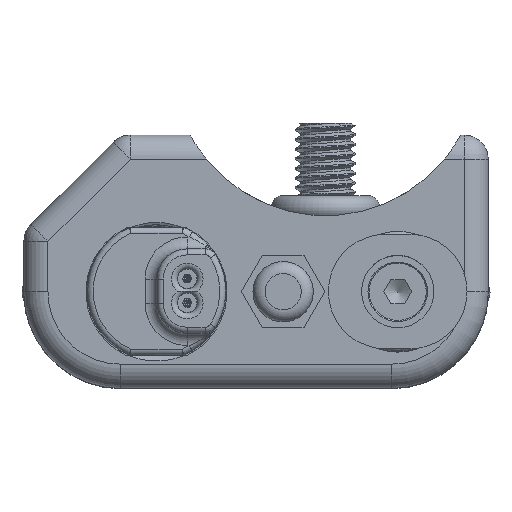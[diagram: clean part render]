
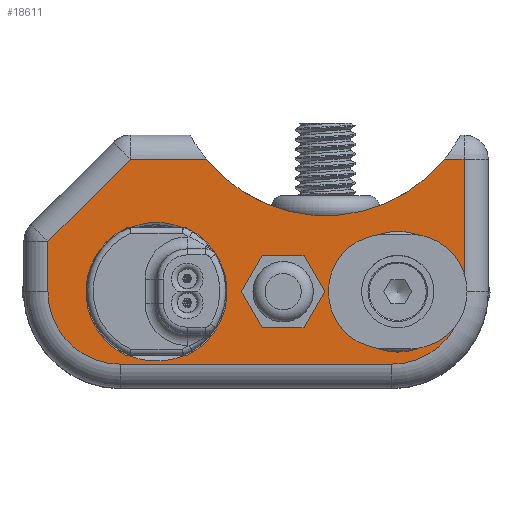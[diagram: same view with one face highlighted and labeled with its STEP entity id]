
A CAD part, top view. The second image highlights one B-rep face of the part: STEP entity #18611.
In plain terms, the highlighted planar face has unit normal (0, 0, 1).
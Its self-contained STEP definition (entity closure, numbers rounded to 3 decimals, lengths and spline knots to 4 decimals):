
#459=PLANE('',#19782);
#797=FACE_BOUND('',#2100,.T.);
#798=FACE_BOUND('',#2101,.T.);
#799=FACE_BOUND('',#2102,.T.);
#1010=FACE_OUTER_BOUND('',#2099,.T.);
#2099=EDGE_LOOP('',(#11834,#11835,#11836,#11837,#11838,#11839,#11840,#11841,
#11842));
#2100=EDGE_LOOP('',(#11843,#11844,#11845,#11846,#11847,#11848));
#2101=EDGE_LOOP('',(#11849));
#2102=EDGE_LOOP('',(#11850,#11851,#11852,#11853,#11854,#11855,#11856,#11857));
#3220=CIRCLE('',#19726,0.2362);
#3223=CIRCLE('',#19731,0.2362);
#3241=CIRCLE('',#19761,0.2264);
#3243=CIRCLE('',#19763,0.2264);
#3246=CIRCLE('',#19773,0.5);
#3250=CIRCLE('',#19783,0.1909);
#3251=CIRCLE('',#19784,0.2303);
#3252=CIRCLE('',#19785,0.2303);
#4597=LINE('',#31388,#5817);
#4612=LINE('',#31465,#5832);
#4615=LINE('',#31482,#5835);
#4617=LINE('',#31494,#5837);
#4618=LINE('',#31502,#5838);
#4619=LINE('',#31508,#5839);
#4635=LINE('',#32590,#5855);
#4636=LINE('',#32592,#5856);
#4637=LINE('',#32594,#5857);
#4638=LINE('',#32596,#5858);
#4639=LINE('',#32598,#5859);
#4640=LINE('',#32599,#5860);
#4641=LINE('',#32603,#5861);
#4642=LINE('',#32606,#5862);
#4643=LINE('',#32608,#5863);
#4644=LINE('',#32611,#5864);
#5817=VECTOR('',#21900,39.3701);
#5832=VECTOR('',#21981,39.3701);
#5835=VECTOR('',#21986,39.3701);
#5837=VECTOR('',#22002,39.3701);
#5838=VECTOR('',#22013,39.3701);
#5839=VECTOR('',#22022,39.3701);
#5855=VECTOR('',#22128,0.3937);
#5856=VECTOR('',#22129,0.3937);
#5857=VECTOR('',#22130,0.3937);
#5858=VECTOR('',#22131,0.3937);
#5859=VECTOR('',#22132,0.3937);
#5860=VECTOR('',#22133,0.3937);
#5861=VECTOR('',#22136,0.3937);
#5862=VECTOR('',#22139,0.3937);
#5863=VECTOR('',#22140,0.3937);
#5864=VECTOR('',#22143,0.3937);
#7086=VERTEX_POINT('',#31375);
#7088=VERTEX_POINT('',#31387);
#7106=VERTEX_POINT('',#31460);
#7107=VERTEX_POINT('',#31464);
#7110=VERTEX_POINT('',#31481);
#7111=VERTEX_POINT('',#31485);
#7113=VERTEX_POINT('',#31491);
#7114=VERTEX_POINT('',#31496);
#7115=VERTEX_POINT('',#31500);
#7137=VERTEX_POINT('',#32196);
#7138=VERTEX_POINT('',#32198);
#7139=VERTEX_POINT('',#32200);
#7140=VERTEX_POINT('',#32202);
#7146=VERTEX_POINT('',#32588);
#7147=VERTEX_POINT('',#32589);
#7148=VERTEX_POINT('',#32591);
#7149=VERTEX_POINT('',#32593);
#7150=VERTEX_POINT('',#32595);
#7151=VERTEX_POINT('',#32597);
#7152=VERTEX_POINT('',#32600);
#7153=VERTEX_POINT('',#32602);
#7154=VERTEX_POINT('',#32604);
#7155=VERTEX_POINT('',#32607);
#7156=VERTEX_POINT('',#32609);
#8806=EDGE_CURVE('',#7088,#7086,#4597,.F.);
#8841=EDGE_CURVE('',#7107,#7106,#4612,.F.);
#8845=EDGE_CURVE('',#7110,#7088,#4615,.F.);
#8849=EDGE_CURVE('',#7111,#7110,#3220,.T.);
#8852=EDGE_CURVE('',#7113,#7111,#4617,.F.);
#8854=EDGE_CURVE('',#7114,#7113,#3223,.T.);
#8856=EDGE_CURVE('',#7115,#7114,#4618,.F.);
#8859=EDGE_CURVE('',#7106,#7115,#4619,.F.);
#8892=EDGE_CURVE('',#7137,#7138,#3241,.T.);
#8894=EDGE_CURVE('',#7139,#7140,#3243,.T.);
#8902=EDGE_CURVE('',#7107,#7086,#3246,.T.);
#8913=EDGE_CURVE('',#7146,#7147,#4635,.T.);
#8914=EDGE_CURVE('',#7147,#7148,#4636,.T.);
#8915=EDGE_CURVE('',#7148,#7149,#4637,.T.);
#8916=EDGE_CURVE('',#7149,#7150,#4638,.T.);
#8917=EDGE_CURVE('',#7150,#7151,#4639,.T.);
#8918=EDGE_CURVE('',#7151,#7146,#4640,.T.);
#8919=EDGE_CURVE('',#7152,#7152,#3250,.T.);
#8920=EDGE_CURVE('',#7137,#7153,#4641,.T.);
#8921=EDGE_CURVE('',#7153,#7154,#3251,.T.);
#8922=EDGE_CURVE('',#7154,#7140,#4642,.T.);
#8923=EDGE_CURVE('',#7139,#7155,#4643,.T.);
#8924=EDGE_CURVE('',#7155,#7156,#3252,.T.);
#8925=EDGE_CURVE('',#7156,#7138,#4644,.T.);
#11834=ORIENTED_EDGE('',*,*,#8845,.T.);
#11835=ORIENTED_EDGE('',*,*,#8806,.T.);
#11836=ORIENTED_EDGE('',*,*,#8902,.F.);
#11837=ORIENTED_EDGE('',*,*,#8841,.T.);
#11838=ORIENTED_EDGE('',*,*,#8859,.T.);
#11839=ORIENTED_EDGE('',*,*,#8856,.T.);
#11840=ORIENTED_EDGE('',*,*,#8854,.T.);
#11841=ORIENTED_EDGE('',*,*,#8852,.T.);
#11842=ORIENTED_EDGE('',*,*,#8849,.T.);
#11843=ORIENTED_EDGE('',*,*,#8913,.T.);
#11844=ORIENTED_EDGE('',*,*,#8914,.T.);
#11845=ORIENTED_EDGE('',*,*,#8915,.T.);
#11846=ORIENTED_EDGE('',*,*,#8916,.T.);
#11847=ORIENTED_EDGE('',*,*,#8917,.T.);
#11848=ORIENTED_EDGE('',*,*,#8918,.T.);
#11849=ORIENTED_EDGE('',*,*,#8919,.T.);
#11850=ORIENTED_EDGE('',*,*,#8920,.T.);
#11851=ORIENTED_EDGE('',*,*,#8921,.T.);
#11852=ORIENTED_EDGE('',*,*,#8922,.T.);
#11853=ORIENTED_EDGE('',*,*,#8894,.F.);
#11854=ORIENTED_EDGE('',*,*,#8923,.T.);
#11855=ORIENTED_EDGE('',*,*,#8924,.T.);
#11856=ORIENTED_EDGE('',*,*,#8925,.T.);
#11857=ORIENTED_EDGE('',*,*,#8892,.F.);
#18611=ADVANCED_FACE('',(#1010,#797,#798,#799),#459,.T.);
#19726=AXIS2_PLACEMENT_3D('',#31489,#21995,#21996);
#19731=AXIS2_PLACEMENT_3D('',#31498,#22007,#22008);
#19761=AXIS2_PLACEMENT_3D('',#32199,#22078,#22079);
#19763=AXIS2_PLACEMENT_3D('',#32203,#22082,#22083);
#19773=AXIS2_PLACEMENT_3D('',#32241,#22106,#22107);
#19782=AXIS2_PLACEMENT_3D('',#32587,#22126,#22127);
#19783=AXIS2_PLACEMENT_3D('',#32601,#22134,#22135);
#19784=AXIS2_PLACEMENT_3D('',#32605,#22137,#22138);
#19785=AXIS2_PLACEMENT_3D('',#32610,#22141,#22142);
#21900=DIRECTION('',(1.,0.,0.));
#21981=DIRECTION('',(1.,0.,0.));
#21986=DIRECTION('',(0.,-1.,0.));
#21995=DIRECTION('center_axis',(0.,0.,1.));
#21996=DIRECTION('ref_axis',(1.,0.,0.));
#22002=DIRECTION('',(-1.,0.,0.));
#22007=DIRECTION('center_axis',(0.,0.,1.));
#22008=DIRECTION('ref_axis',(1.,0.,0.));
#22013=DIRECTION('',(0.,1.,0.));
#22022=DIRECTION('',(0.707,0.707,0.));
#22078=DIRECTION('center_axis',(0.,0.,1.));
#22079=DIRECTION('ref_axis',(1.,0.,0.));
#22082=DIRECTION('center_axis',(0.,0.,1.));
#22083=DIRECTION('ref_axis',(1.,0.,0.));
#22106=DIRECTION('center_axis',(0.,0.,1.));
#22107=DIRECTION('ref_axis',(1.,0.,0.));
#22126=DIRECTION('center_axis',(0.,0.,1.));
#22127=DIRECTION('ref_axis',(1.,0.,0.));
#22128=DIRECTION('',(-0.5,0.866,0.));
#22129=DIRECTION('',(0.5,0.866,0.));
#22130=DIRECTION('',(1.,0.,0.));
#22131=DIRECTION('',(0.5,-0.866,0.));
#22132=DIRECTION('',(-0.5,-0.866,0.));
#22133=DIRECTION('',(-1.,0.,0.));
#22134=DIRECTION('center_axis',(0.,0.,-1.));
#22135=DIRECTION('ref_axis',(0.,1.,0.));
#22136=DIRECTION('',(-1.,0.,0.));
#22137=DIRECTION('center_axis',(0.,0.,-1.));
#22138=DIRECTION('ref_axis',(-1.,0.,0.));
#22139=DIRECTION('',(1.,0.,0.));
#22140=DIRECTION('',(1.,0.,0.));
#22141=DIRECTION('center_axis',(0.,0.,-1.));
#22142=DIRECTION('ref_axis',(-1.,0.,0.));
#22143=DIRECTION('',(-1.,0.,0.));
#31375=CARTESIAN_POINT('',(0.3883,-0.315,0.8661));
#31387=CARTESIAN_POINT('',(0.4528,-0.315,0.8661));
#31388=CARTESIAN_POINT('',(0.4407,-0.315,0.8661));
#31460=CARTESIAN_POINT('',(-0.6367,-0.315,0.8661));
#31464=CARTESIAN_POINT('',(-0.3883,-0.315,0.8661));
#31465=CARTESIAN_POINT('',(-0.5579,-0.315,0.8661));
#31481=CARTESIAN_POINT('',(0.4528,-0.748,0.8661));
#31482=CARTESIAN_POINT('',(0.4528,-0.2362,0.8661));
#31485=CARTESIAN_POINT('',(0.2165,-0.9843,0.8661));
#31489=CARTESIAN_POINT('Origin',(0.2165,-0.748,0.8661));
#31491=CARTESIAN_POINT('',(-0.6693,-0.9843,0.8661));
#31494=CARTESIAN_POINT('',(0.2165,-0.9843,0.8661));
#31496=CARTESIAN_POINT('',(-0.9055,-0.748,0.8661));
#31498=CARTESIAN_POINT('Origin',(-0.6693,-0.748,
0.8661));
#31500=CARTESIAN_POINT('',(-0.9055,-0.5838,0.8661));
#31502=CARTESIAN_POINT('',(-0.9055,-0.748,0.8661));
#31508=CARTESIAN_POINT('',(-0.9286,-0.6069,0.8661));
#32196=CARTESIAN_POINT('',(-0.639,-0.9567,0.8661));
#32198=CARTESIAN_POINT('',(-0.4634,-0.9567,0.8661));
#32199=CARTESIAN_POINT('Origin',(-0.5512,-0.748,
0.8661));
#32200=CARTESIAN_POINT('',(-0.4634,-0.5394,0.8661));
#32202=CARTESIAN_POINT('',(-0.639,-0.5394,0.8661));
#32203=CARTESIAN_POINT('Origin',(-0.5512,-0.748,
0.8661));
#32241=CARTESIAN_POINT('Origin',(0.,0.,0.8661));
#32587=CARTESIAN_POINT('Origin',(0.,0.,0.8661));
#32588=CARTESIAN_POINT('',(-0.206,-0.8661,0.8661));
#32589=CARTESIAN_POINT('',(-0.2742,-0.748,0.8661));
#32590=CARTESIAN_POINT('',(-0.4019,-0.5269,0.8661));
#32591=CARTESIAN_POINT('',(-0.206,-0.6299,0.8661));
#32592=CARTESIAN_POINT('',(-0.0439,-0.3491,0.8661));
#32593=CARTESIAN_POINT('',(-0.0696,-0.6299,0.8661));
#32594=CARTESIAN_POINT('',(-0.0348,-0.6299,0.8661));
#32595=CARTESIAN_POINT('',(-0.0014,-0.748,0.8661));
#32596=CARTESIAN_POINT('',(-0.1632,-0.4678,0.8661));
#32597=CARTESIAN_POINT('',(-0.0696,-0.8661,0.8661));
#32598=CARTESIAN_POINT('',(0.1266,-0.5263,0.8661));
#32599=CARTESIAN_POINT('',(-0.103,-0.8661,0.8661));
#32600=CARTESIAN_POINT('',(0.2362,-0.939,0.8661));
#32601=CARTESIAN_POINT('Origin',(0.2362,-0.748,0.8661));
#32602=CARTESIAN_POINT('',(-0.6487,-0.9567,0.8661));
#32603=CARTESIAN_POINT('',(-0.3243,-0.9567,0.8661));
#32604=CARTESIAN_POINT('',(-0.6487,-0.5394,0.8661));
#32605=CARTESIAN_POINT('Origin',(-0.5512,-0.748,
0.8661));
#32606=CARTESIAN_POINT('',(-0.3243,-0.5394,0.8661));
#32607=CARTESIAN_POINT('',(-0.4537,-0.5394,0.8661));
#32608=CARTESIAN_POINT('',(-0.3243,-0.5394,0.8661));
#32609=CARTESIAN_POINT('',(-0.4537,-0.9567,0.8661));
#32610=CARTESIAN_POINT('Origin',(-0.5512,-0.748,
0.8661));
#32611=CARTESIAN_POINT('',(-0.3243,-0.9567,0.8661));
